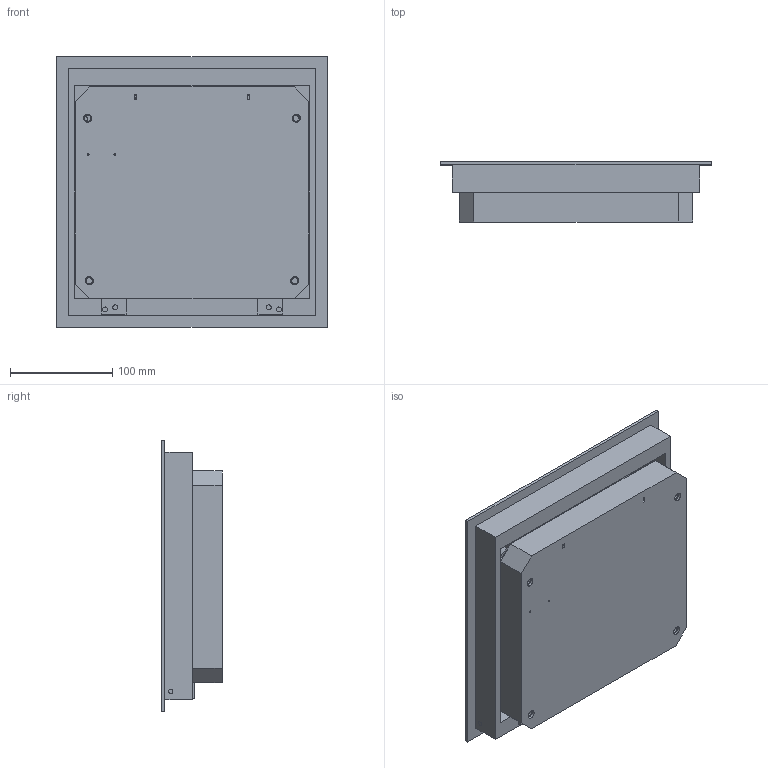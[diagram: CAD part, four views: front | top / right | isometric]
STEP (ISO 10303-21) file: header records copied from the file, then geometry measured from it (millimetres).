
FILE_DESCRIPTION (( 'STEP AP214' ), '1' );
FILE_NAME ('7405037_KSTP1.stp', '2016-05-03T12:41:41', ( '' ), ( '' ), 'SwSTEP 2.0', 'SolidWorks 2014', '' );
FILE_SCHEMA (( 'AUTOMOTIVE_DESIGN' ));
Length unit declared in the file: inch
Products named in the file (17): 59498; 30788A1; 42843E; 42947A; 42305D; P_42923A_1; 42922A; 7405037_KSTP1; 034042_43000138; 032927_43000132; 012359; 011919; P_0000000801_1; 012080; 012040; 012239; 42834C
Assembly tree (22 placements, depth 3):
  7405037_KSTP1
    42922A
    P_42923A_1
    42305D
    30788A1  x2
      42947A
      42843E
    59498  x2
    42834C  x2
    012359
      012239
      012040
      012080
      P_0000000801_1  x4
      011919
    032927_43000132
    034042_43000138
Bounding box: 264 x 59 x 264 mm (x, y, z)
Volume: 923534.6 mm3; surface area: 543114.5 mm2
Topology: 20 solids, 20 shells, 1539 faces, 3915 edges, 2446 vertices
Faces by surface type: plane 660, cylinder 467, bspline 362, cone 50
Entity records: 97690 total; most frequent: CARTESIAN_POINT 32708, ORIENTED_EDGE 9250, DIRECTION 6875, EDGE_CURVE 4625, VERTEX_POINT 2870, VECTOR 2469, LINE 2469, AXIS2_PLACEMENT_3D 2203
